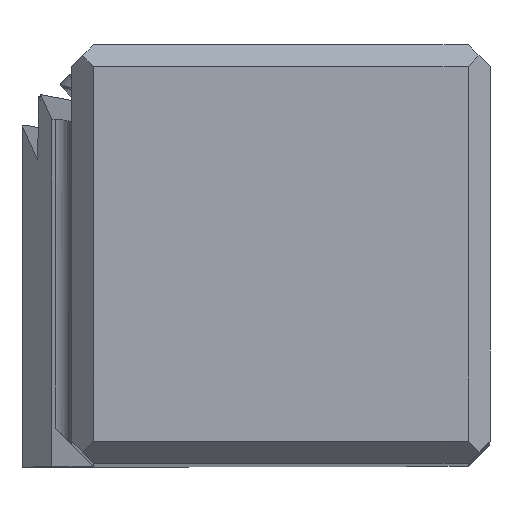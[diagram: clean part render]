
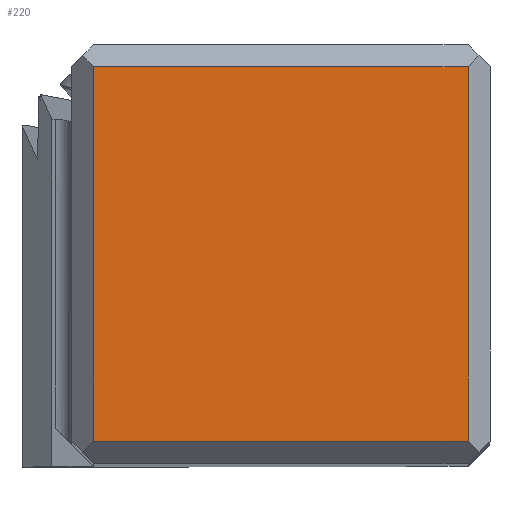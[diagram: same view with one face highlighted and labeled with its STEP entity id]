
A CAD part, top view. The second image highlights one B-rep face of the part: STEP entity #220.
In plain terms, the highlighted planar face has unit normal (0, 0, 1).
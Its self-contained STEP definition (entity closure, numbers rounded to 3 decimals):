
#156=FACE_OUTER_BOUND('',#334,.T.);
#220=ADVANCED_FACE('',(#156),#283,.T.);
#283=PLANE('',#1375);
#334=EDGE_LOOP('',(#551,#552,#553,#554));
#551=ORIENTED_EDGE('',*,*,#944,.F.);
#552=ORIENTED_EDGE('',*,*,#945,.T.);
#553=ORIENTED_EDGE('',*,*,#946,.T.);
#554=ORIENTED_EDGE('',*,*,#883,.F.);
#759=VERTEX_POINT('',#1882);
#760=VERTEX_POINT('',#1884);
#796=VERTEX_POINT('',#2004);
#797=VERTEX_POINT('',#2008);
#883=EDGE_CURVE('',#759,#760,#1056,.T.);
#944=EDGE_CURVE('',#796,#759,#1111,.T.);
#945=EDGE_CURVE('',#796,#797,#1112,.T.);
#946=EDGE_CURVE('',#797,#760,#1113,.T.);
#1056=LINE('',#1883,#1173);
#1111=LINE('',#2005,#1228);
#1112=LINE('',#2007,#1229);
#1113=LINE('',#2009,#1230);
#1173=VECTOR('',#1515,1.);
#1228=VECTOR('',#1630,1.);
#1229=VECTOR('',#1633,1.);
#1230=VECTOR('',#1634,1.);
#1375=AXIS2_PLACEMENT_3D('',#2010,#1635,#1636);
#1515=DIRECTION('',(-1.,0.,0.));
#1630=DIRECTION('',(0.,-1.,0.));
#1633=DIRECTION('',(-1.,0.,0.));
#1634=DIRECTION('',(0.,-1.,0.));
#1635=DIRECTION('',(0.,0.,1.));
#1636=DIRECTION('',(-1.,0.,0.));
#1882=CARTESIAN_POINT('',(-1.,1.,0.));
#1883=CARTESIAN_POINT('',(-1.,1.,0.));
#1884=CARTESIAN_POINT('',(-18.05,1.,0.));
#2004=CARTESIAN_POINT('',(-1.,18.05,0.));
#2005=CARTESIAN_POINT('',(-1.,18.05,0.));
#2007=CARTESIAN_POINT('',(-1.,18.05,0.));
#2008=CARTESIAN_POINT('',(-18.05,18.05,0.));
#2009=CARTESIAN_POINT('',(-18.05,18.05,0.));
#2010=CARTESIAN_POINT('',(-9.525,9.525,0.));
